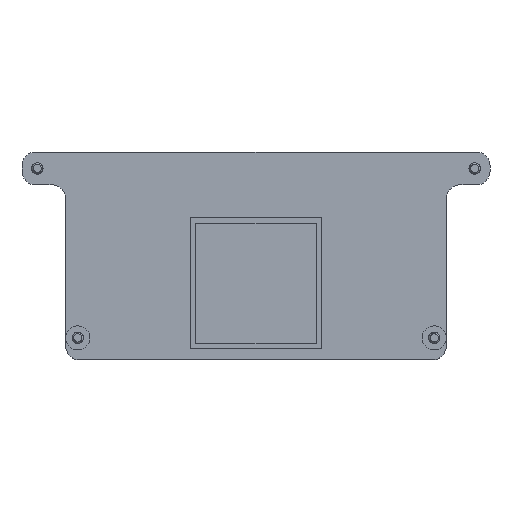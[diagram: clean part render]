
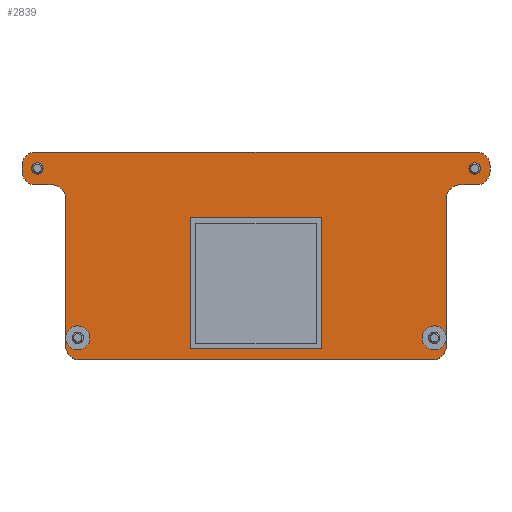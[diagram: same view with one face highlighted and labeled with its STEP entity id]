
A CAD part, top view. The second image highlights one B-rep face of the part: STEP entity #2839.
In plain terms, the highlighted planar face has unit normal (0, 0, 1).
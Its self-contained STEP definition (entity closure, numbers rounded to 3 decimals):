
#80=FACE_BOUND('',#387,.T.);
#81=FACE_BOUND('',#388,.T.);
#82=FACE_BOUND('',#389,.T.);
#134=PLANE('',#3138);
#234=FACE_OUTER_BOUND('',#386,.T.);
#386=EDGE_LOOP('',(#2105,#2106,#2107,#2108,#2109,#2110,#2111,#2112,#2113,
#2114,#2115,#2116,#2117,#2118,#2119,#2120,#2121,#2122,#2123,#2124,#2125,
#2126));
#387=EDGE_LOOP('',(#2127));
#388=EDGE_LOOP('',(#2128,#2129,#2130,#2131));
#389=EDGE_LOOP('',(#2132));
#619=LINE('',#4647,#865);
#620=LINE('',#4649,#866);
#632=LINE('',#4678,#878);
#633=LINE('',#4680,#879);
#635=LINE('',#4689,#881);
#636=LINE('',#4693,#882);
#637=LINE('',#4697,#883);
#638=LINE('',#4701,#884);
#639=LINE('',#4705,#885);
#640=LINE('',#4710,#886);
#641=LINE('',#4715,#887);
#642=LINE('',#4717,#888);
#643=LINE('',#4719,#889);
#644=LINE('',#4720,#890);
#865=VECTOR('',#3693,10.);
#866=VECTOR('',#3694,10.);
#878=VECTOR('',#3718,10.);
#879=VECTOR('',#3719,10.);
#881=VECTOR('',#3729,10.);
#882=VECTOR('',#3732,10.);
#883=VECTOR('',#3735,10.);
#884=VECTOR('',#3738,10.);
#885=VECTOR('',#3741,10.);
#886=VECTOR('',#3748,10.);
#887=VECTOR('',#3751,10.);
#888=VECTOR('',#3752,10.);
#889=VECTOR('',#3753,10.);
#890=VECTOR('',#3754,10.);
#1040=CIRCLE('',#3133,2.5);
#1042=CIRCLE('',#3136,2.5);
#1043=CIRCLE('',#3139,2.2);
#1044=CIRCLE('',#3140,2.2);
#1045=CIRCLE('',#3141,2.5);
#1046=CIRCLE('',#3142,2.5);
#1047=CIRCLE('',#3143,2.5);
#1048=CIRCLE('',#3144,2.5);
#1049=CIRCLE('',#3145,2.5);
#1050=CIRCLE('',#3146,2.5);
#1051=CIRCLE('',#3147,2.2);
#1052=CIRCLE('',#3148,2.2);
#1053=CIRCLE('',#3149,1.05);
#1054=CIRCLE('',#3150,1.05);
#1304=VERTEX_POINT('',#4644);
#1305=VERTEX_POINT('',#4646);
#1306=VERTEX_POINT('',#4648);
#1309=VERTEX_POINT('',#4657);
#1312=VERTEX_POINT('',#4664);
#1313=VERTEX_POINT('',#4666);
#1317=VERTEX_POINT('',#4677);
#1318=VERTEX_POINT('',#4679);
#1319=VERTEX_POINT('',#4683);
#1320=VERTEX_POINT('',#4686);
#1321=VERTEX_POINT('',#4688);
#1322=VERTEX_POINT('',#4690);
#1323=VERTEX_POINT('',#4692);
#1324=VERTEX_POINT('',#4694);
#1325=VERTEX_POINT('',#4696);
#1326=VERTEX_POINT('',#4698);
#1327=VERTEX_POINT('',#4700);
#1328=VERTEX_POINT('',#4702);
#1329=VERTEX_POINT('',#4704);
#1330=VERTEX_POINT('',#4707);
#1331=VERTEX_POINT('',#4711);
#1332=VERTEX_POINT('',#4713);
#1333=VERTEX_POINT('',#4714);
#1334=VERTEX_POINT('',#4716);
#1335=VERTEX_POINT('',#4718);
#1336=VERTEX_POINT('',#4721);
#1622=EDGE_CURVE('',#1305,#1304,#619,.T.);
#1623=EDGE_CURVE('',#1306,#1305,#620,.T.);
#1628=EDGE_CURVE('',#1306,#1309,#1040,.T.);
#1632=EDGE_CURVE('',#1312,#1313,#1042,.T.);
#1638=EDGE_CURVE('',#1317,#1313,#632,.T.);
#1639=EDGE_CURVE('',#1318,#1317,#633,.T.);
#1641=EDGE_CURVE('',#1305,#1319,#1043,.T.);
#1642=EDGE_CURVE('',#1319,#1305,#1044,.T.);
#1643=EDGE_CURVE('',#1320,#1304,#1045,.T.);
#1644=EDGE_CURVE('',#1320,#1321,#635,.T.);
#1645=EDGE_CURVE('',#1322,#1321,#1046,.T.);
#1646=EDGE_CURVE('',#1323,#1322,#636,.T.);
#1647=EDGE_CURVE('',#1324,#1323,#1047,.T.);
#1648=EDGE_CURVE('',#1324,#1325,#637,.T.);
#1649=EDGE_CURVE('',#1326,#1325,#1048,.T.);
#1650=EDGE_CURVE('',#1326,#1327,#638,.T.);
#1651=EDGE_CURVE('',#1328,#1327,#1049,.T.);
#1652=EDGE_CURVE('',#1329,#1328,#639,.T.);
#1653=EDGE_CURVE('',#1318,#1329,#1050,.T.);
#1654=EDGE_CURVE('',#1317,#1330,#1051,.T.);
#1655=EDGE_CURVE('',#1330,#1317,#1052,.T.);
#1656=EDGE_CURVE('',#1312,#1309,#640,.T.);
#1657=EDGE_CURVE('',#1331,#1331,#1053,.T.);
#1658=EDGE_CURVE('',#1332,#1333,#641,.T.);
#1659=EDGE_CURVE('',#1333,#1334,#642,.T.);
#1660=EDGE_CURVE('',#1334,#1335,#643,.T.);
#1661=EDGE_CURVE('',#1335,#1332,#644,.T.);
#1662=EDGE_CURVE('',#1336,#1336,#1054,.T.);
#2105=ORIENTED_EDGE('',*,*,#1628,.F.);
#2106=ORIENTED_EDGE('',*,*,#1623,.T.);
#2107=ORIENTED_EDGE('',*,*,#1641,.T.);
#2108=ORIENTED_EDGE('',*,*,#1642,.T.);
#2109=ORIENTED_EDGE('',*,*,#1622,.T.);
#2110=ORIENTED_EDGE('',*,*,#1643,.F.);
#2111=ORIENTED_EDGE('',*,*,#1644,.T.);
#2112=ORIENTED_EDGE('',*,*,#1645,.F.);
#2113=ORIENTED_EDGE('',*,*,#1646,.F.);
#2114=ORIENTED_EDGE('',*,*,#1647,.F.);
#2115=ORIENTED_EDGE('',*,*,#1648,.T.);
#2116=ORIENTED_EDGE('',*,*,#1649,.F.);
#2117=ORIENTED_EDGE('',*,*,#1650,.T.);
#2118=ORIENTED_EDGE('',*,*,#1651,.F.);
#2119=ORIENTED_EDGE('',*,*,#1652,.F.);
#2120=ORIENTED_EDGE('',*,*,#1653,.F.);
#2121=ORIENTED_EDGE('',*,*,#1639,.T.);
#2122=ORIENTED_EDGE('',*,*,#1654,.T.);
#2123=ORIENTED_EDGE('',*,*,#1655,.T.);
#2124=ORIENTED_EDGE('',*,*,#1638,.T.);
#2125=ORIENTED_EDGE('',*,*,#1632,.F.);
#2126=ORIENTED_EDGE('',*,*,#1656,.T.);
#2127=ORIENTED_EDGE('',*,*,#1657,.T.);
#2128=ORIENTED_EDGE('',*,*,#1658,.T.);
#2129=ORIENTED_EDGE('',*,*,#1659,.T.);
#2130=ORIENTED_EDGE('',*,*,#1660,.T.);
#2131=ORIENTED_EDGE('',*,*,#1661,.T.);
#2132=ORIENTED_EDGE('',*,*,#1662,.T.);
#2839=ADVANCED_FACE('',(#234,#80,#81,#82),#134,.T.);
#3133=AXIS2_PLACEMENT_3D('',#4658,#3701,#3702);
#3136=AXIS2_PLACEMENT_3D('',#4667,#3709,#3710);
#3138=AXIS2_PLACEMENT_3D('',#4682,#3721,#3722);
#3139=AXIS2_PLACEMENT_3D('',#4684,#3723,#3724);
#3140=AXIS2_PLACEMENT_3D('',#4685,#3725,#3726);
#3141=AXIS2_PLACEMENT_3D('',#4687,#3727,#3728);
#3142=AXIS2_PLACEMENT_3D('',#4691,#3730,#3731);
#3143=AXIS2_PLACEMENT_3D('',#4695,#3733,#3734);
#3144=AXIS2_PLACEMENT_3D('',#4699,#3736,#3737);
#3145=AXIS2_PLACEMENT_3D('',#4703,#3739,#3740);
#3146=AXIS2_PLACEMENT_3D('',#4706,#3742,#3743);
#3147=AXIS2_PLACEMENT_3D('',#4708,#3744,#3745);
#3148=AXIS2_PLACEMENT_3D('',#4709,#3746,#3747);
#3149=AXIS2_PLACEMENT_3D('',#4712,#3749,#3750);
#3150=AXIS2_PLACEMENT_3D('',#4722,#3755,#3756);
#3693=DIRECTION('',(0.,1.,0.));
#3694=DIRECTION('',(0.,1.,0.));
#3701=DIRECTION('center_axis',(0.,0.,-1.));
#3702=DIRECTION('ref_axis',(0.707,-0.707,0.));
#3709=DIRECTION('center_axis',(0.,0.,-1.));
#3710=DIRECTION('ref_axis',(-0.707,-0.707,0.));
#3718=DIRECTION('',(0.,-1.,0.));
#3719=DIRECTION('',(0.,-1.,0.));
#3721=DIRECTION('center_axis',(0.,0.,1.));
#3722=DIRECTION('ref_axis',(1.,0.,0.));
#3723=DIRECTION('center_axis',(0.,0.,-1.));
#3724=DIRECTION('ref_axis',(1.,0.,0.));
#3725=DIRECTION('center_axis',(0.,0.,-1.));
#3726=DIRECTION('ref_axis',(1.,0.,0.));
#3727=DIRECTION('center_axis',(0.,0.,1.));
#3728=DIRECTION('ref_axis',(-0.707,0.707,0.));
#3729=DIRECTION('',(1.,0.,0.));
#3730=DIRECTION('center_axis',(0.,0.,-1.));
#3731=DIRECTION('ref_axis',(0.707,-0.707,0.));
#3732=DIRECTION('',(0.,-1.,0.));
#3733=DIRECTION('center_axis',(0.,0.,-1.));
#3734=DIRECTION('ref_axis',(0.707,0.707,0.));
#3735=DIRECTION('',(-1.,0.,0.));
#3736=DIRECTION('center_axis',(0.,0.,-1.));
#3737=DIRECTION('ref_axis',(-0.707,0.707,0.));
#3738=DIRECTION('',(0.,-1.,0.));
#3739=DIRECTION('center_axis',(0.,0.,-1.));
#3740=DIRECTION('ref_axis',(-0.707,-0.707,0.));
#3741=DIRECTION('',(-1.,0.,0.));
#3742=DIRECTION('center_axis',(0.,0.,1.));
#3743=DIRECTION('ref_axis',(0.707,0.707,0.));
#3744=DIRECTION('center_axis',(0.,0.,-1.));
#3745=DIRECTION('ref_axis',(-1.,0.,0.));
#3746=DIRECTION('center_axis',(0.,0.,-1.));
#3747=DIRECTION('ref_axis',(-1.,0.,0.));
#3748=DIRECTION('',(1.,0.,0.));
#3749=DIRECTION('center_axis',(0.,0.,-1.));
#3750=DIRECTION('ref_axis',(1.,0.,0.));
#3751=DIRECTION('',(0.,-1.,0.));
#3752=DIRECTION('',(-1.,0.,0.));
#3753=DIRECTION('',(0.,1.,0.));
#3754=DIRECTION('',(1.,0.,0.));
#3755=DIRECTION('center_axis',(0.,0.,-1.));
#3756=DIRECTION('ref_axis',(-1.,0.,0.));
#4644=CARTESIAN_POINT('',(69.6,29.5,0.));
#4646=CARTESIAN_POINT('',(69.6,4.,0.));
#4647=CARTESIAN_POINT('',(69.6,0.,0.));
#4648=CARTESIAN_POINT('',(69.6,2.5,0.));
#4649=CARTESIAN_POINT('',(69.6,0.,0.));
#4657=CARTESIAN_POINT('',(67.1,0.,0.));
#4658=CARTESIAN_POINT('Origin',(67.1,2.5,0.));
#4664=CARTESIAN_POINT('',(2.5,0.,0.));
#4666=CARTESIAN_POINT('',(0.,2.5,0.));
#4667=CARTESIAN_POINT('Origin',(2.5,2.5,0.));
#4677=CARTESIAN_POINT('',(0.,4.,0.));
#4678=CARTESIAN_POINT('',(0.,38.,0.));
#4679=CARTESIAN_POINT('',(0.,29.5,0.));
#4680=CARTESIAN_POINT('',(0.,38.,0.));
#4682=CARTESIAN_POINT('Origin',(34.8,19.,0.));
#4683=CARTESIAN_POINT('',(65.2,4.,0.));
#4684=CARTESIAN_POINT('Origin',(67.4,4.,0.));
#4685=CARTESIAN_POINT('Origin',(67.4,4.,0.));
#4686=CARTESIAN_POINT('',(72.1,32.,0.));
#4687=CARTESIAN_POINT('Origin',(72.1,29.5,0.));
#4688=CARTESIAN_POINT('',(75.1,32.,0.));
#4689=CARTESIAN_POINT('',(69.6,32.,0.));
#4690=CARTESIAN_POINT('',(77.6,34.5,0.));
#4691=CARTESIAN_POINT('Origin',(75.1,34.5,0.));
#4692=CARTESIAN_POINT('',(77.6,35.5,0.));
#4693=CARTESIAN_POINT('',(77.6,38.,0.));
#4694=CARTESIAN_POINT('',(75.1,38.,0.));
#4695=CARTESIAN_POINT('Origin',(75.1,35.5,0.));
#4696=CARTESIAN_POINT('',(-5.5,38.,0.));
#4697=CARTESIAN_POINT('',(69.6,38.,0.));
#4698=CARTESIAN_POINT('',(-8.,35.5,0.));
#4699=CARTESIAN_POINT('Origin',(-5.5,35.5,0.));
#4700=CARTESIAN_POINT('',(-8.,34.5,0.));
#4701=CARTESIAN_POINT('',(-8.,38.,0.));
#4702=CARTESIAN_POINT('',(-5.5,32.,0.));
#4703=CARTESIAN_POINT('Origin',(-5.5,34.5,0.));
#4704=CARTESIAN_POINT('',(-2.5,32.,0.));
#4705=CARTESIAN_POINT('',(0.,32.,0.));
#4706=CARTESIAN_POINT('Origin',(-2.5,29.5,0.));
#4707=CARTESIAN_POINT('',(4.4,4.,0.));
#4708=CARTESIAN_POINT('Origin',(2.2,4.,0.));
#4709=CARTESIAN_POINT('Origin',(2.2,4.,0.));
#4710=CARTESIAN_POINT('',(0.,0.,0.));
#4711=CARTESIAN_POINT('',(73.75,35.,0.));
#4712=CARTESIAN_POINT('Origin',(74.8,35.,0.));
#4713=CARTESIAN_POINT('',(46.8,26.,0.));
#4714=CARTESIAN_POINT('',(46.8,2.,0.));
#4715=CARTESIAN_POINT('',(46.8,10.5,0.));
#4716=CARTESIAN_POINT('',(22.8,2.,0.));
#4717=CARTESIAN_POINT('',(28.8,2.,0.));
#4718=CARTESIAN_POINT('',(22.8,26.,0.));
#4719=CARTESIAN_POINT('',(22.8,22.5,0.));
#4720=CARTESIAN_POINT('',(40.8,26.,0.));
#4721=CARTESIAN_POINT('',(-4.15,35.,0.));
#4722=CARTESIAN_POINT('Origin',(-5.2,35.,0.));
